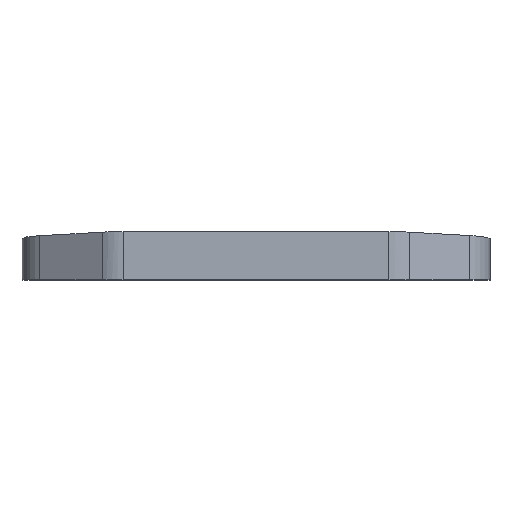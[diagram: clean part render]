
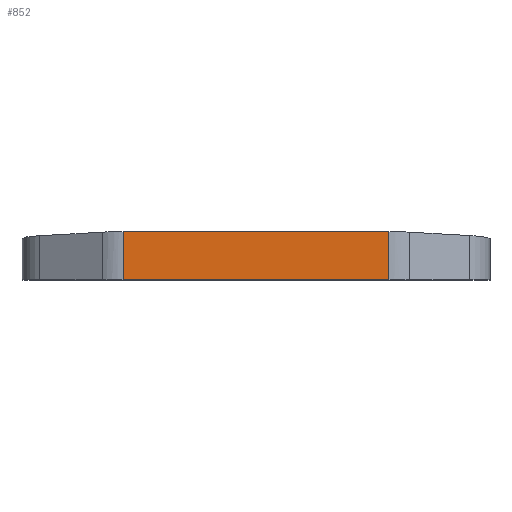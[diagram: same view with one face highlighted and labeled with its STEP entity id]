
A CAD part, top view. The second image highlights one B-rep face of the part: STEP entity #852.
In plain terms, the highlighted planar face has unit normal (0, 0, 1).
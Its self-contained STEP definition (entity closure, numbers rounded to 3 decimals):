
#104=FACE_OUTER_BOUND('',#156,.T.);
#156=EDGE_LOOP('',(#779,#780,#781,#782));
#164=LINE('',#1225,#246);
#219=LINE('',#1384,#301);
#238=LINE('',#1440,#320);
#239=LINE('',#1442,#321);
#246=VECTOR('',#972,10.);
#301=VECTOR('',#1115,10.);
#320=VECTOR('',#1190,10.);
#321=VECTOR('',#1193,10.);
#354=VERTEX_POINT('',#1222);
#355=VERTEX_POINT('',#1224);
#414=VERTEX_POINT('',#1381);
#415=VERTEX_POINT('',#1383);
#436=EDGE_CURVE('',#354,#355,#164,.T.);
#515=EDGE_CURVE('',#415,#414,#219,.T.);
#544=EDGE_CURVE('',#415,#354,#238,.T.);
#545=EDGE_CURVE('',#355,#414,#239,.T.);
#779=ORIENTED_EDGE('',*,*,#544,.F.);
#780=ORIENTED_EDGE('',*,*,#515,.T.);
#781=ORIENTED_EDGE('',*,*,#545,.F.);
#782=ORIENTED_EDGE('',*,*,#436,.F.);
#811=PLANE('',#948);
#852=ADVANCED_FACE('',(#104),#811,.T.);
#948=AXIS2_PLACEMENT_3D('',#1441,#1191,#1192);
#972=DIRECTION('',(1.,0.,0.));
#1115=DIRECTION('',(1.,0.,0.));
#1190=DIRECTION('',(0.,1.,0.));
#1191=DIRECTION('center_axis',(0.,0.,1.));
#1192=DIRECTION('ref_axis',(1.,0.,0.));
#1193=DIRECTION('',(0.,-1.,0.));
#1222=CARTESIAN_POINT('',(-20.738,7.5,31.));
#1224=CARTESIAN_POINT('',(20.738,7.5,31.));
#1225=CARTESIAN_POINT('',(-18.25,7.5,31.));
#1381=CARTESIAN_POINT('',(20.738,0.,31.));
#1383=CARTESIAN_POINT('',(-20.738,0.,31.));
#1384=CARTESIAN_POINT('',(-36.5,0.,31.));
#1440=CARTESIAN_POINT('',(-20.738,5.,31.));
#1441=CARTESIAN_POINT('Origin',(-36.5,0.,31.));
#1442=CARTESIAN_POINT('',(20.738,5.,31.));
